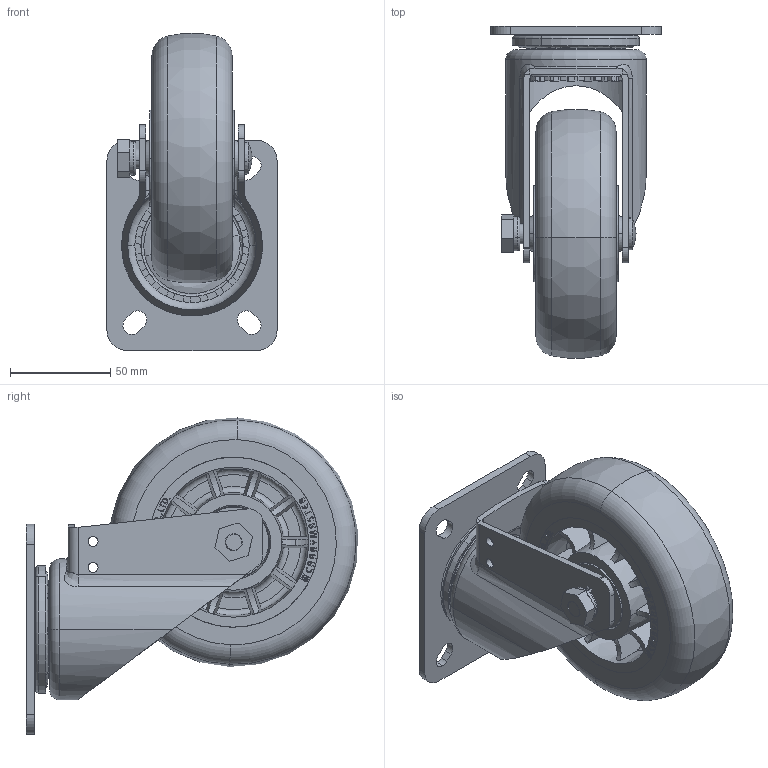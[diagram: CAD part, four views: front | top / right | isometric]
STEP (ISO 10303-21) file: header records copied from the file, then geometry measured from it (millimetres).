
FILE_DESCRIPTION (( 'STEP AP203' ), '1' );
FILE_NAME ('ACLMU-125SF.STEP', '2015-09-23T07:06:24', ( 'WON SINCHUL' ), ( 'Hewlett-Packard Company' ), 'SwSTEP 2.0', 'SolidWorks 2015', '' );
FILE_SCHEMA (( 'CONFIG_CONTROL_DESIGN' ));
Length unit declared in the file: millimetre
Products named in the file (1): ACLMU-125SF
Bounding box: 85 x 165.89 x 158.41 mm (x, y, z)
Volume: 544957.2 mm3; surface area: 177851.9 mm2
Topology: 13 solids, 13 shells, 1595 faces, 4267 edges, 2783 vertices
Faces by surface type: plane 891, bspline 333, cylinder 230, torus 97, cone 44
Entity records: 65857 total; most frequent: CARTESIAN_POINT 28425, ORIENTED_EDGE 8526, DIRECTION 6588, EDGE_CURVE 4263, VERTEX_POINT 2783, LINE 2394, VECTOR 2394, AXIS2_PLACEMENT_3D 2097
